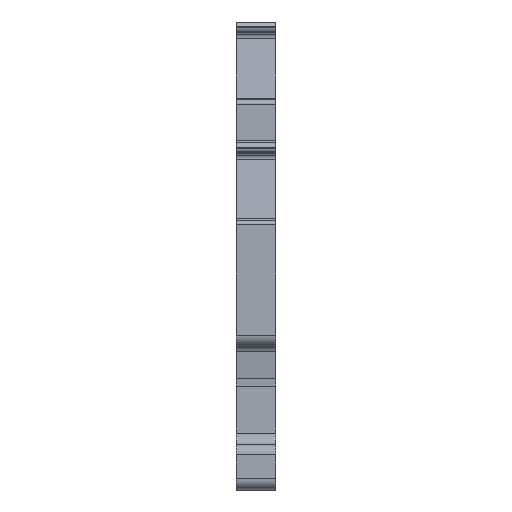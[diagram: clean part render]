
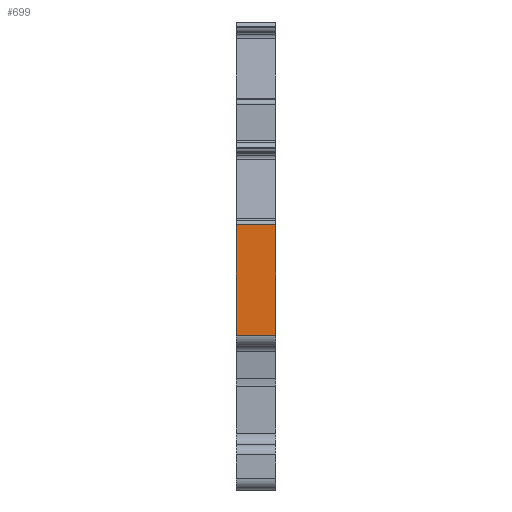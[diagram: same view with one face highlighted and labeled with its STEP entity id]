
A CAD part, front view. The second image highlights one B-rep face of the part: STEP entity #699.
In plain terms, the highlighted planar face has unit normal (0, -1, 0).
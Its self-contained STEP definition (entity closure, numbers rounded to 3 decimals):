
#699 = ADVANCED_FACE( 'NONE', ( #1449 ), #1450, .T. );
#1449 = FACE_OUTER_BOUND( '', #2234, .T. );
#1450 = PLANE( '', #2235 );
#2234 = EDGE_LOOP( '', ( #4228, #4229, #4230, #4231 ) );
#2235 = AXIS2_PLACEMENT_3D( '', #4232, #4233, #4234 );
#4228 = ORIENTED_EDGE( '', *, *, #5712, .T. );
#4229 = ORIENTED_EDGE( '', *, *, #5285, .T. );
#4230 = ORIENTED_EDGE( '', *, *, #5713, .T. );
#4231 = ORIENTED_EDGE( '', *, *, #5233, .T. );
#4232 = CARTESIAN_POINT( '', ( -3.5, -31.4, 7.182 ) );
#4233 = DIRECTION( '', ( 0., -1., 0. ) );
#4234 = DIRECTION( '', ( 0., 0., -1. ) );
#5233 = EDGE_CURVE( 'NONE', #6499, #6497, #6500, .T. );
#5285 = EDGE_CURVE( 'NONE', #6575, #6580, #6582, .T. );
#5712 = EDGE_CURVE( 'NONE', #6497, #6575, #7162, .T. );
#5713 = EDGE_CURVE( 'NONE', #6580, #6499, #7163, .T. );
#6497 = VERTEX_POINT( 'NONE', #8225 );
#6499 = VERTEX_POINT( 'NONE', #8227 );
#6500 = LINE( '', #8228, #8229 );
#6575 = VERTEX_POINT( 'NONE', #8334 );
#6580 = VERTEX_POINT( 'NONE', #8340 );
#6582 = LINE( '', #8342, #8343 );
#7162 = LINE( '', #9145, #9146 );
#7163 = LINE( '', #9147, #9148 );
#8225 = CARTESIAN_POINT( '', ( -3.5, -31.4, 7.182 ) );
#8227 = CARTESIAN_POINT( '', ( 0., -31.4, 7.182 ) );
#8228 = CARTESIAN_POINT( '', ( -3.5, -31.4, 7.182 ) );
#8229 = VECTOR( '', #9709, 1000. );
#8334 = CARTESIAN_POINT( '', ( -3.5, -31.4, -2.5 ) );
#8340 = CARTESIAN_POINT( '', ( 0., -31.4, -2.5 ) );
#8342 = CARTESIAN_POINT( '', ( -3.5, -31.4, -2.5 ) );
#8343 = VECTOR( '', #9762, 1000. );
#9145 = CARTESIAN_POINT( '', ( -3.5, -31.4, 7.182 ) );
#9146 = VECTOR( '', #10228, 1000. );
#9147 = CARTESIAN_POINT( '', ( 0., -31.4, 7.182 ) );
#9148 = VECTOR( '', #10229, 1000. );
#9709 = DIRECTION( '', ( -1., 0., 0. ) );
#9762 = DIRECTION( '', ( 1., 0., 0. ) );
#10228 = DIRECTION( '', ( 0., 0., -1. ) );
#10229 = DIRECTION( '', ( 0., 0., 1. ) );
